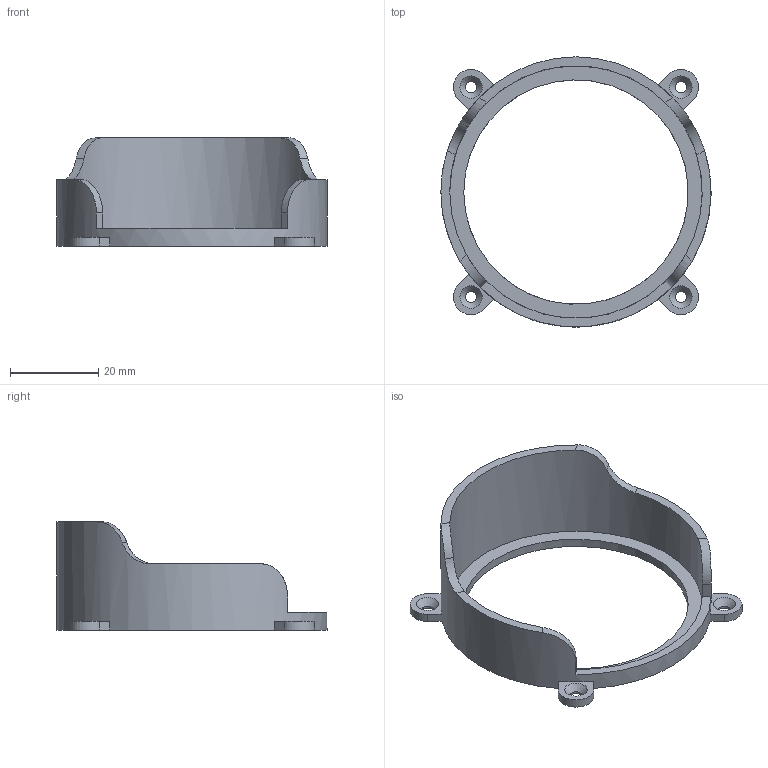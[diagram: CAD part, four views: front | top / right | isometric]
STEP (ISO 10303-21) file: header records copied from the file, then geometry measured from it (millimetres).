
FILE_DESCRIPTION(/* description */ (''),/* implementation_level */ '2;1');
FILE_NAME(/* name */ 'bike-traffic-signal-hood.step',/* time_stamp */ '2019-05-18T13:54:34-06:00',/* author */ ('bikerglen'),/* organization */ (''),/* preprocessor_version */ 'ST-DEVELOPER v18',/* originating_system */ 'Autodesk Translation Framework v8.2.0.1029',/* authorisation */ '');
FILE_SCHEMA (('AUTOMOTIVE_DESIGN { 1 0 10303 214 3 1 1 }'));
Length unit declared in the file: millimetre
Products named in the file (2): hood-big; Hood / Front
Assembly tree (1 placements, depth 2):
  hood-big
    Hood / Front
Bounding box: 61.15 x 61.15 x 24.5 mm (x, y, z)
Volume: 7056.6 mm3; surface area: 7984.2 mm2
Topology: 1 solids, 1 shells, 41 faces, 127 edges, 88 vertices
Faces by surface type: plane 20, cylinder 17, cone 4
Full cylindrical faces by diameter (mm): 2.54 x4, 50.8 x1, 57.15 x1, 61.15 x1
Entity records: 1614 total; most frequent: CARTESIAN_POINT 367, DIRECTION 259, ORIENTED_EDGE 254, EDGE_CURVE 127, AXIS2_PLACEMENT_3D 100, VERTEX_POINT 88, LINE 59, VECTOR 59
